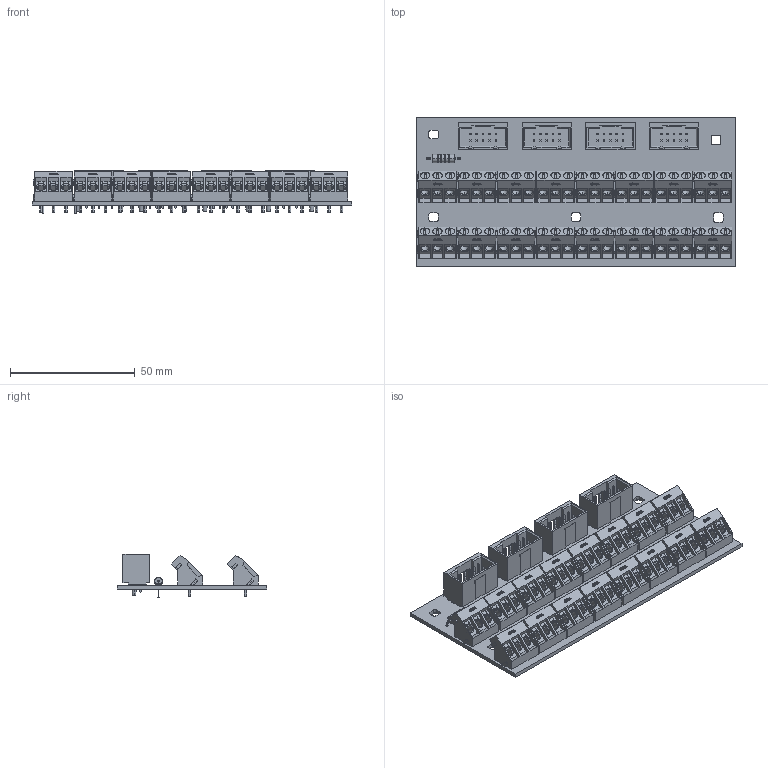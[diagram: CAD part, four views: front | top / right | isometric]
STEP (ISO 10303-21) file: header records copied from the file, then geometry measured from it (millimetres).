
FILE_DESCRIPTION(('Designed by EasyEDA Pro'),'2;1');
FILE_NAME('Open CASCADE Shape Model','2024-12-22T17:04:06',('Author'),( 'Open CASCADE'),'Open CASCADE STEP processor 7.8','Open CASCADE 7.8' ,'Unknown');
FILE_SCHEMA(('AUTOMOTIVE_DESIGN { 1 0 10303 214 1 1 1 1 }'));
Length unit declared in the file: millimetre
Products named in the file (31): PCBModel; TopTrack; BottomTrack; Board; an8C-R1; RES-TH_BD3.3-L9.0-P13.00-D0.6; SOLID; an8C-CN2; CONN-TH_3P-P5.00_WECO_974-T-DS-03; an8C-CN3; an8C-CN4; an8C-CN5; an8C-CN6; an8C-CN7; an8C-CN8; an8C-CN9; an8C-CN10; an8C-CN11; an8C-CN12; an8C-CN13; an8C-CN14; an8C-CN15; an8C-CN16; an8C-CN1; an8C-UEXT2; IDC-TH_15477610; COMPOUND; an8C-UEXT3; an8C-UEXT4; an8C-UEXT1
Assembly tree (48 placements, depth 4):
  PCBModel
    TopTrack
    BottomTrack
    Board
    an8C-R1
      RES-TH_BD3.3-L9.0-P13.00-D0.6
        SOLID
    an8C-CN2
      CONN-TH_3P-P5.00_WECO_974-T-DS-03
        SOLID
    an8C-CN3
      CONN-TH_3P-P5.00_WECO_974-T-DS-03
        SOLID
    an8C-CN4
      CONN-TH_3P-P5.00_WECO_974-T-DS-03
        SOLID
    an8C-CN5
      CONN-TH_3P-P5.00_WECO_974-T-DS-03
        SOLID
    an8C-CN6
      CONN-TH_3P-P5.00_WECO_974-T-DS-03
        SOLID
    an8C-CN7
      CONN-TH_3P-P5.00_WECO_974-T-DS-03
        SOLID
    an8C-CN8
      CONN-TH_3P-P5.00_WECO_974-T-DS-03
        SOLID
    an8C-CN9
      CONN-TH_3P-P5.00_WECO_974-T-DS-03
        SOLID
    an8C-CN10
      CONN-TH_3P-P5.00_WECO_974-T-DS-03
        SOLID
    an8C-CN11
      CONN-TH_3P-P5.00_WECO_974-T-DS-03
        SOLID
    an8C-CN12
      CONN-TH_3P-P5.00_WECO_974-T-DS-03
        SOLID
    an8C-CN13
      CONN-TH_3P-P5.00_WECO_974-T-DS-03
        SOLID
    an8C-CN14
      CONN-TH_3P-P5.00_WECO_974-T-DS-03
        SOLID
    an8C-CN15
      CONN-TH_3P-P5.00_WECO_974-T-DS-03
        SOLID
    an8C-CN16
      CONN-TH_3P-P5.00_WECO_974-T-DS-03
        SOLID
    an8C-CN1
      CONN-TH_3P-P5.00_WECO_974-T-DS-03
        SOLID
    an8C-UEXT2
      IDC-TH_15477610
        COMPOUND
    an8C-UEXT3
      IDC-TH_15477610
Bounding box: 127.97 x 59.97 x 17.43 mm (x, y, z)
Volume: 34994.6 mm3; surface area: 46997 mm2
Topology: 62 solids, 62 shells, 8308 faces, 22677 edges, 14854 vertices
Faces by surface type: plane 5160, bspline 2086, cylinder 938, cone 116, torus 8
Entity records: 58741 total; most frequent: CARTESIAN_POINT 12443, ORIENTED_EDGE 7476, DIRECTION 5826, EDGE_CURVE 3738, VERTEX_POINT 2446, LINE 2312, VECTOR 2312, AXIS2_PLACEMENT_3D 1757
